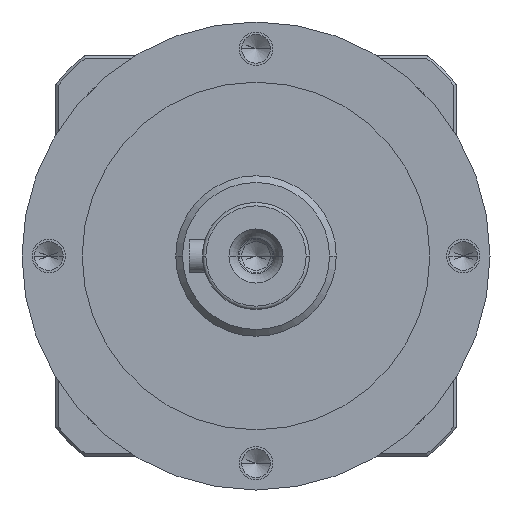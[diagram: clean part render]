
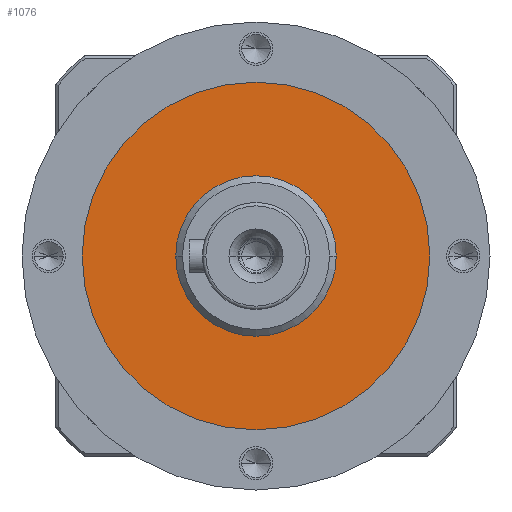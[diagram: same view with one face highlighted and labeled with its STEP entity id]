
A CAD part, left-side view. The second image highlights one B-rep face of the part: STEP entity #1076.
In plain terms, the highlighted planar face has unit normal (-1, 0, 0).
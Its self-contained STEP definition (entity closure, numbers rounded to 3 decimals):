
#147=CARTESIAN_POINT('',(-6.5,0.,0.));
#148=DIRECTION('',(-1.,0.,0.));
#149=DIRECTION('',(0.,1.,0.));
#150=AXIS2_PLACEMENT_3D('',#147,#148,#149);
#152=CARTESIAN_POINT('',(-6.5,0.,0.));
#153=DIRECTION('',(1.,0.,0.));
#154=DIRECTION('',(0.,1.,0.));
#155=AXIS2_PLACEMENT_3D('',#152,#153,#154);
#157=CARTESIAN_POINT('',(-6.5,0.,0.));
#158=DIRECTION('',(1.,0.,0.));
#159=DIRECTION('',(0.,1.,0.));
#160=AXIS2_PLACEMENT_3D('',#157,#158,#159);
#170=CARTESIAN_POINT('',(-6.5,0.,0.));
#171=DIRECTION('',(-1.,0.,0.));
#172=DIRECTION('',(0.,1.,0.));
#173=AXIS2_PLACEMENT_3D('',#170,#171,#172);
#665=CARTESIAN_POINT('',(-6.5,26.,0.));
#667=VERTEX_POINT('',#665);
#668=CARTESIAN_POINT('',(-6.5,12.,0.));
#670=VERTEX_POINT('',#668);
#677=CARTESIAN_POINT('',(-6.5,-26.,0.));
#679=VERTEX_POINT('',#677);
#680=CARTESIAN_POINT('',(-6.5,-12.,0.));
#682=VERTEX_POINT('',#680);
#1061=CARTESIAN_POINT('',(-6.5,0.,0.));
#1062=DIRECTION('',(1.,0.,0.));
#1063=DIRECTION('',(0.,-1.,0.));
#1064=AXIS2_PLACEMENT_3D('',#1061,#1062,#1063);
#1065=PLANE('',#1064);
#1066=ORIENTED_EDGE('',*,*,#1054,.F.);
#1067=ORIENTED_EDGE('',*,*,#1043,.T.);
#1068=EDGE_LOOP('',(#1066,#1067));
#1069=FACE_OUTER_BOUND('',#1068,.F.);
#1071=ORIENTED_EDGE('',*,*,#1070,.F.);
#1073=ORIENTED_EDGE('',*,*,#1072,.T.);
#1074=EDGE_LOOP('',(#1071,#1073));
#1075=FACE_BOUND('',#1074,.F.);
#1076=ADVANCED_FACE('',(#1069,#1075),#1065,.F.);
#151=CIRCLE('',#150,26.);
#156=CIRCLE('',#155,26.);
#161=CIRCLE('',#160,12.);
#174=CIRCLE('',#173,12.);
#1043=EDGE_CURVE('',#667,#679,#156,.T.);
#1054=EDGE_CURVE('',#667,#679,#151,.T.);
#1070=EDGE_CURVE('',#670,#682,#161,.T.);
#1072=EDGE_CURVE('',#670,#682,#174,.T.);
